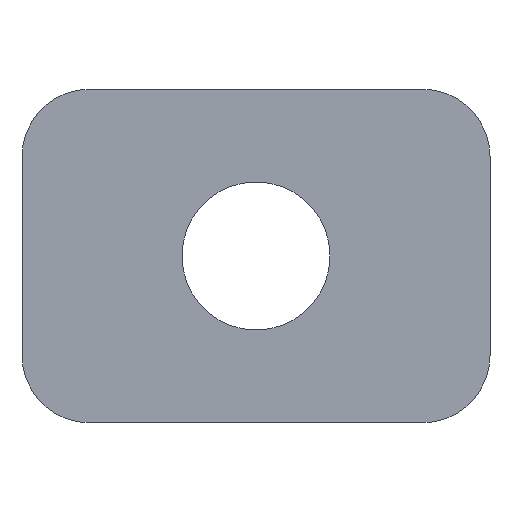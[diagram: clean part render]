
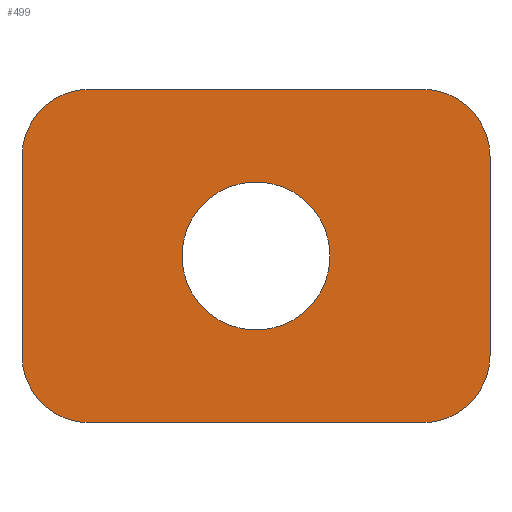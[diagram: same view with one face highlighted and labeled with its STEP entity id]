
A CAD part, front view. The second image highlights one B-rep face of the part: STEP entity #499.
In plain terms, the highlighted planar face has unit normal (0, -1, 0).
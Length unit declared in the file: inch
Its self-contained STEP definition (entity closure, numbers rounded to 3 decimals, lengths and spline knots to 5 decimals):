
#15=FACE_BOUND($,#73,.T.);
#16=FACE_BOUND($,#74,.T.);
#26=PLANE($,#545);
#73=EDGE_LOOP($,(#400));
#74=EDGE_LOOP($,(#401,#402,#403,#404,#405,#406,#407,#408));
#86=LINE($,#720,#130);
#115=LINE($,#812,#159);
#118=LINE($,#818,#162);
#119=LINE($,#823,#163);
#130=VECTOR($,#573,0.248);
#159=VECTOR($,#666,0.248);
#162=VECTOR($,#671,0.148);
#163=VECTOR($,#676,0.148);
#183=CIRCLE($,#537,0.055);
#186=CIRCLE($,#543,0.05);
#187=CIRCLE($,#546,0.05);
#188=CIRCLE($,#547,0.05);
#189=CIRCLE($,#548,0.05);
#199=VERTEX_POINT($,#717);
#200=VERTEX_POINT($,#719);
#225=VERTEX_POINT($,#793);
#229=VERTEX_POINT($,#805);
#230=VERTEX_POINT($,#807);
#231=VERTEX_POINT($,#811);
#233=VERTEX_POINT($,#817);
#234=VERTEX_POINT($,#820);
#235=VERTEX_POINT($,#822);
#246=EDGE_CURVE($,#199,#200,#86,.T.);
#283=EDGE_CURVE($,#225,#225,#183,.T.);
#289=EDGE_CURVE($,#229,#230,#186,.T.);
#291=EDGE_CURVE($,#230,#231,#115,.T.);
#294=EDGE_CURVE($,#233,#229,#118,.T.);
#295=EDGE_CURVE($,#200,#233,#187,.T.);
#296=EDGE_CURVE($,#234,#199,#188,.T.);
#297=EDGE_CURVE($,#235,#234,#119,.T.);
#298=EDGE_CURVE($,#231,#235,#189,.T.);
#400=ORIENTED_EDGE($,*,*,#283,.T.);
#401=ORIENTED_EDGE($,*,*,#289,.F.);
#402=ORIENTED_EDGE($,*,*,#294,.F.);
#403=ORIENTED_EDGE($,*,*,#295,.F.);
#404=ORIENTED_EDGE($,*,*,#246,.F.);
#405=ORIENTED_EDGE($,*,*,#296,.F.);
#406=ORIENTED_EDGE($,*,*,#297,.F.);
#407=ORIENTED_EDGE($,*,*,#298,.F.);
#408=ORIENTED_EDGE($,*,*,#291,.F.);
#499=ADVANCED_FACE($,(#15,#16),#26,.F.);
#537=AXIS2_PLACEMENT_3D($,#794,#646,#647);
#543=AXIS2_PLACEMENT_3D($,#808,#661,#662);
#545=AXIS2_PLACEMENT_3D($,#816,#669,#670);
#546=AXIS2_PLACEMENT_3D($,#819,#672,#673);
#547=AXIS2_PLACEMENT_3D($,#821,#674,#675);
#548=AXIS2_PLACEMENT_3D($,#824,#677,#678);
#573=DIRECTION($,(1.,0.,0.));
#646=DIRECTION('center_axis',(0.,1.,0.));
#647=DIRECTION('ref_axis',(-1.,0.,0.));
#661=DIRECTION('center_axis',(0.,1.,0.));
#662=DIRECTION('ref_axis',(0.707,0.,-0.707));
#666=DIRECTION($,(-1.,0.,0.));
#669=DIRECTION('center_axis',(0.,1.,0.));
#670=DIRECTION('ref_axis',(0.,0.,1.));
#671=DIRECTION($,(0.,0.,-1.));
#672=DIRECTION('center_axis',(0.,1.,0.));
#673=DIRECTION('ref_axis',(0.707,0.,0.707));
#674=DIRECTION('center_axis',(0.,1.,0.));
#675=DIRECTION('ref_axis',(-0.707,0.,0.707));
#676=DIRECTION($,(0.,0.,1.));
#677=DIRECTION('center_axis',(0.,1.,0.));
#678=DIRECTION('ref_axis',(-0.707,0.,-0.707));
#717=CARTESIAN_POINT('',(-0.124,0.,0.124));
#719=CARTESIAN_POINT('',(0.124,0.,0.124));
#720=CARTESIAN_POINT($,(-0.174,0.,0.124));
#793=CARTESIAN_POINT('',(0.055,0.,0.));
#794=CARTESIAN_POINT('Origin',(0.,0.,0.));
#805=CARTESIAN_POINT('',(0.174,0.,-0.074));
#807=CARTESIAN_POINT('',(0.124,0.,-0.124));
#808=CARTESIAN_POINT('Origin',(0.124,0.,-0.074));
#811=CARTESIAN_POINT('',(-0.124,0.,-0.124));
#812=CARTESIAN_POINT($,(0.174,0.,-0.124));
#816=CARTESIAN_POINT('Origin',(0.,0.,0.));
#817=CARTESIAN_POINT('',(0.174,0.,0.074));
#818=CARTESIAN_POINT($,(0.174,0.,0.124));
#819=CARTESIAN_POINT('Origin',(0.124,0.,0.074));
#820=CARTESIAN_POINT('',(-0.174,0.,0.074));
#821=CARTESIAN_POINT('Origin',(-0.124,0.,0.074));
#822=CARTESIAN_POINT('',(-0.174,0.,-0.074));
#823=CARTESIAN_POINT($,(-0.174,0.,-0.124));
#824=CARTESIAN_POINT('Origin',(-0.124,0.,-0.074));
